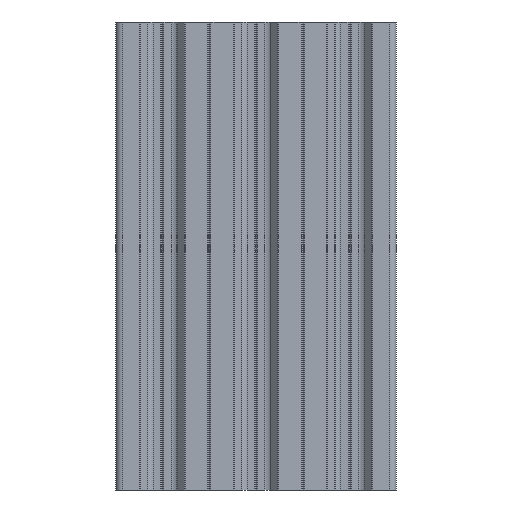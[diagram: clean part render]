
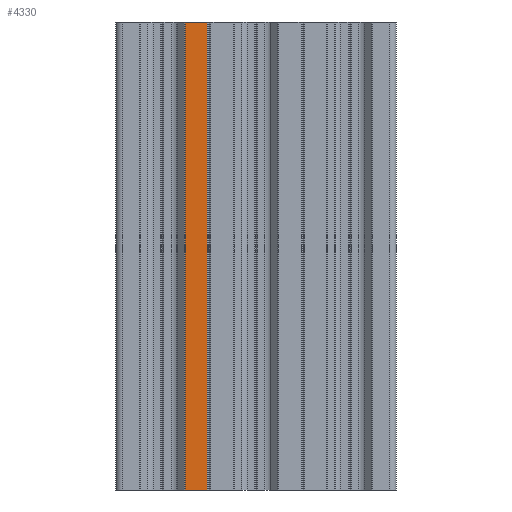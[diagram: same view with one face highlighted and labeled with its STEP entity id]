
A CAD part, front view. The second image highlights one B-rep face of the part: STEP entity #4330.
In plain terms, the highlighted planar face has unit normal (0, -1, 0).
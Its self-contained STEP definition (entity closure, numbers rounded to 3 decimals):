
#107 = CARTESIAN_POINT ( 'NONE',  ( 4.726, -10., -114.142 ) ) ;
#145 = ORIENTED_EDGE ( 'NONE', *, *, #6771, .T. ) ;
#431 = VECTOR ( 'NONE', #1653, 1000. ) ;
#511 = DIRECTION ( 'NONE',  ( 0., 0., 1. ) ) ;
#647 = ORIENTED_EDGE ( 'NONE', *, *, #7954, .T. ) ;
#1260 = CARTESIAN_POINT ( 'NONE',  ( 4.83, -10., -114.142 ) ) ;
#1605 = CARTESIAN_POINT ( 'NONE',  ( 4.726, -10., -100. ) ) ;
#1653 = DIRECTION ( 'NONE',  ( -1., 0., 0. ) ) ;
#1663 = VERTEX_POINT ( 'NONE', #2506 ) ;
#2084 = CARTESIAN_POINT ( 'NONE',  ( 9.624, -10., -114.142 ) ) ;
#2306 = PLANE ( 'NONE',  #4545 ) ;
#2381 = LINE ( 'NONE', #6786, #431 ) ;
#2475 = ORIENTED_EDGE ( 'NONE', *, *, #3212, .F. ) ;
#2506 = CARTESIAN_POINT ( 'NONE',  ( 9.624, -10., -100. ) ) ;
#2644 = VERTEX_POINT ( 'NONE', #3352 ) ;
#3040 = DIRECTION ( 'NONE',  ( 0., 0., 1. ) ) ;
#3212 = EDGE_CURVE ( 'NONE', #3432, #1663, #6310, .T. ) ;
#3352 = CARTESIAN_POINT ( 'NONE',  ( 4.83, -10., -100. ) ) ;
#3370 = EDGE_LOOP ( 'NONE', ( #145, #3381, #647, #2475 ) ) ;
#3381 = ORIENTED_EDGE ( 'NONE', *, *, #5813, .F. ) ;
#3432 = VERTEX_POINT ( 'NONE', #5365 ) ;
#4330 = ADVANCED_FACE ( 'NONE', ( #5677 ), #2306, .T. ) ;
#4353 = CARTESIAN_POINT ( 'NONE',  ( 4.83, -10., 0. ) ) ;
#4372 = VECTOR ( 'NONE', #7257, 1000. ) ;
#4545 = AXIS2_PLACEMENT_3D ( 'NONE', #107, #7488, #3040 ) ;
#5365 = CARTESIAN_POINT ( 'NONE',  ( 9.624, -10., 0. ) ) ;
#5460 = VECTOR ( 'NONE', #7504, 1000. ) ;
#5677 = FACE_OUTER_BOUND ( 'NONE', #3370, .T. ) ;
#5813 = EDGE_CURVE ( 'NONE', #2644, #9070, #9197, .T. ) ;
#6310 = LINE ( 'NONE', #2084, #4372 ) ;
#6771 = EDGE_CURVE ( 'NONE', #3432, #9070, #2381, .T. ) ;
#6786 = CARTESIAN_POINT ( 'NONE',  ( 4.726, -10., 0. ) ) ;
#6961 = LINE ( 'NONE', #1605, #5460 ) ;
#7212 = VECTOR ( 'NONE', #511, 1000. ) ;
#7257 = DIRECTION ( 'NONE',  ( 0., 0., -1. ) ) ;
#7488 = DIRECTION ( 'NONE',  ( 0., -1., 0. ) ) ;
#7504 = DIRECTION ( 'NONE',  ( 1., 0., 0. ) ) ;
#7954 = EDGE_CURVE ( 'NONE', #2644, #1663, #6961, .T. ) ;
#9070 = VERTEX_POINT ( 'NONE', #4353 ) ;
#9197 = LINE ( 'NONE', #1260, #7212 ) ;
